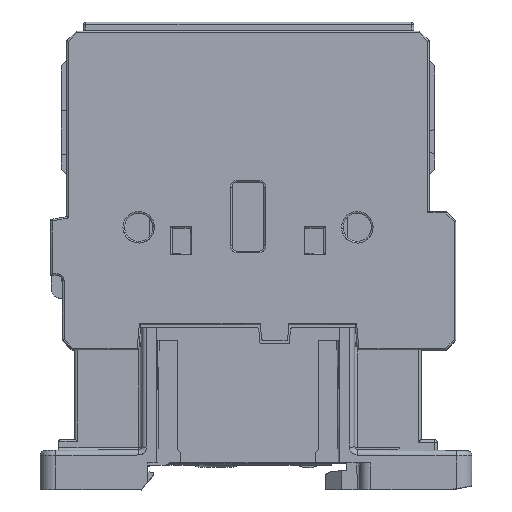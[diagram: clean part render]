
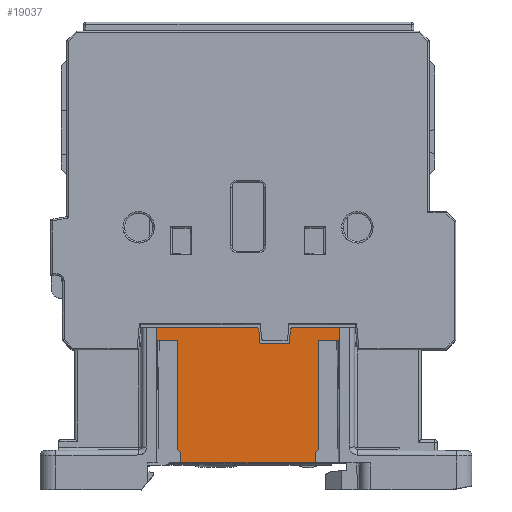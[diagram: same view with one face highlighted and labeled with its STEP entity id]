
A CAD part, top view. The second image highlights one B-rep face of the part: STEP entity #19037.
In plain terms, the highlighted planar face has unit normal (0, -0.009, 1).
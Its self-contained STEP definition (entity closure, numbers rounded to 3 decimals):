
#725=DIRECTION('',(1.,0.,0.));
#726=VECTOR('',#725,25.203);
#727=CARTESIAN_POINT('',(-33.28,0.682,22.28));
#728=LINE('',#727,#726);
#3773=CARTESIAN_POINT('',(-18.639,25.625,22.496));
#3774=CARTESIAN_POINT('',(-18.644,25.69,22.497));
#3775=CARTESIAN_POINT('',(-18.678,25.807,22.498));
#3776=CARTESIAN_POINT('',(-18.791,25.959,22.499));
#3777=CARTESIAN_POINT('',(-18.953,26.059,22.5));
#3778=CARTESIAN_POINT('',(-19.072,26.082,22.5));
#3779=CARTESIAN_POINT('',(-19.137,26.082,22.5));
#3797=DIRECTION('',(1.,0.,0.));
#3798=VECTOR('',#3797,18.732);
#3799=CARTESIAN_POINT('',(-37.869,26.082,22.5));
#3800=LINE('',#3799,#3798);
#3801=DIRECTION('',(0.087,-0.996,-0.009));
#3802=VECTOR('',#3801,2.553);
#3803=CARTESIAN_POINT('',(-18.639,25.625,22.496));
#3804=LINE('',#3803,#3802);
#3805=DIRECTION('',(0.087,0.996,0.009));
#3806=VECTOR('',#3805,2.553);
#3807=CARTESIAN_POINT('',(-12.941,23.082,22.474));
#3808=LINE('',#3807,#3806);
#3809=DIRECTION('',(1.,0.,0.));
#3810=VECTOR('',#3809,8.733);
#3811=CARTESIAN_POINT('',(-12.221,26.082,22.5));
#3812=LINE('',#3811,#3810);
#3813=DIRECTION('',(0.,-1.,-0.009));
#3814=VECTOR('',#3813,23.456);
#3815=CARTESIAN_POINT('',(-3.488,26.082,22.5));
#3816=LINE('',#3815,#3814);
#3817=DIRECTION('',(-0.01,1.,0.009));
#3818=VECTOR('',#3817,21.057);
#3819=CARTESIAN_POINT('',(-3.488,2.627,22.295));
#3820=LINE('',#3819,#3818);
#3821=DIRECTION('',(-0.707,-0.707,-0.007));
#3822=VECTOR('',#3821,0.855);
#3823=CARTESIAN_POINT('',(-7.468,3.192,22.3));
#3824=LINE('',#3823,#3822);
#3825=DIRECTION('',(-0.707,0.707,0.007));
#3826=VECTOR('',#3825,0.855);
#3827=CARTESIAN_POINT('',(-33.285,2.588,22.294));
#3828=LINE('',#3827,#3826);
#3829=DIRECTION('',(-0.01,-1.,-0.009));
#3830=VECTOR('',#3829,21.057);
#3831=CARTESIAN_POINT('',(-37.656,23.682,22.479));
#3832=LINE('',#3831,#3830);
#3841=DIRECTION('',(0.,-1.,-0.009));
#3842=VECTOR('',#3841,23.456);
#3843=CARTESIAN_POINT('',(-37.869,26.082,22.5));
#3844=LINE('',#3843,#3842);
#3891=DIRECTION('',(1.,0.,0.));
#3892=VECTOR('',#3891,3.677);
#3893=CARTESIAN_POINT('',(-37.656,23.682,22.479));
#3894=LINE('',#3893,#3892);
#3907=DIRECTION('',(0.004,-1.,-0.009));
#3908=VECTOR('',#3907,20.49);
#3909=CARTESIAN_POINT('',(-33.979,23.682,22.479));
#3910=LINE('',#3909,#3908);
#3919=CARTESIAN_POINT('',(-33.285,2.588,22.294));
#3920=CARTESIAN_POINT('',(-33.284,2.376,22.292));
#3921=CARTESIAN_POINT('',(-33.285,1.954,22.288));
#3922=CARTESIAN_POINT('',(-33.28,1.317,22.286));
#3923=CARTESIAN_POINT('',(-33.281,0.894,
22.282));
#3924=CARTESIAN_POINT('',(-33.28,0.682,
22.28));
#8782=DIRECTION('',(1.,0.,0.));
#8783=VECTOR('',#8782,3.677);
#8784=CARTESIAN_POINT('',(-7.379,23.682,22.479));
#8785=LINE('',#8784,#8783);
#8810=CARTESIAN_POINT('',(-8.077,0.682,
22.28));
#8811=CARTESIAN_POINT('',(-8.076,0.894,
22.282));
#8812=CARTESIAN_POINT('',(-8.077,1.317,22.286));
#8813=CARTESIAN_POINT('',(-8.072,1.953,22.288));
#8814=CARTESIAN_POINT('',(-8.073,2.375,22.292));
#8815=CARTESIAN_POINT('',(-8.073,2.588,22.294));
#8841=DIRECTION('',(0.004,1.,0.009));
#8842=VECTOR('',#8841,20.49);
#8843=CARTESIAN_POINT('',(-7.468,3.192,22.3));
#8844=LINE('',#8843,#8842);
#8865=CARTESIAN_POINT('',(-12.221,26.082,22.5));
#8866=CARTESIAN_POINT('',(-12.285,26.082,22.5));
#8867=CARTESIAN_POINT('',(-12.405,26.059,22.5));
#8868=CARTESIAN_POINT('',(-12.566,25.959,22.499));
#8869=CARTESIAN_POINT('',(-12.679,25.807,22.498));
#8870=CARTESIAN_POINT('',(-12.713,25.69,22.497));
#8871=CARTESIAN_POINT('',(-12.719,25.625,22.496));
#8885=DIRECTION('',(-1.,0.,0.));
#8886=VECTOR('',#8885,5.475);
#8887=CARTESIAN_POINT('',(-12.941,23.082,22.474));
#8888=LINE('',#8887,#8886);
#12476=CARTESIAN_POINT('',(-33.28,0.682,
22.28));
#12477=VERTEX_POINT('',#12476);
#12478=CARTESIAN_POINT('',(-8.077,0.682,
22.28));
#12479=VERTEX_POINT('',#12478);
#13328=CARTESIAN_POINT('',(-19.137,26.082,
22.5));
#13329=VERTEX_POINT('',#13328);
#13330=CARTESIAN_POINT('',(-37.869,26.082,
22.5));
#13331=VERTEX_POINT('',#13330);
#13334=VERTEX_POINT('',#3773);
#13335=CARTESIAN_POINT('',(-37.869,2.627,
22.295));
#13336=VERTEX_POINT('',#13335);
#13337=CARTESIAN_POINT('',(-18.416,23.082,
22.474));
#13338=VERTEX_POINT('',#13337);
#13339=CARTESIAN_POINT('',(-12.941,23.082,
22.474));
#13340=VERTEX_POINT('',#13339);
#13341=CARTESIAN_POINT('',(-12.719,25.625,
22.496));
#13342=VERTEX_POINT('',#13341);
#13343=VERTEX_POINT('',#8865);
#13344=CARTESIAN_POINT('',(-3.488,26.082,
22.5));
#13345=VERTEX_POINT('',#13344);
#13346=CARTESIAN_POINT('',(-3.488,2.627,
22.295));
#13347=VERTEX_POINT('',#13346);
#13348=CARTESIAN_POINT('',(-3.701,23.682,
22.479));
#13349=VERTEX_POINT('',#13348);
#13350=CARTESIAN_POINT('',(-7.379,23.682,
22.479));
#13351=VERTEX_POINT('',#13350);
#13352=CARTESIAN_POINT('',(-7.468,3.192,
22.3));
#13353=VERTEX_POINT('',#13352);
#13354=CARTESIAN_POINT('',(-8.073,2.588,
22.294));
#13355=VERTEX_POINT('',#13354);
#13356=VERTEX_POINT('',#3919);
#13357=CARTESIAN_POINT('',(-33.889,3.192,
22.3));
#13358=VERTEX_POINT('',#13357);
#13359=CARTESIAN_POINT('',(-33.979,23.682,
22.479));
#13360=VERTEX_POINT('',#13359);
#13361=CARTESIAN_POINT('',(-37.656,23.682,
22.479));
#13362=VERTEX_POINT('',#13361);
#18993=CARTESIAN_POINT('',(-20.679,13.382,
22.389));
#18994=DIRECTION('',(0.,-0.009,1.));
#18995=DIRECTION('',(0.,-1.,-0.009));
#18996=AXIS2_PLACEMENT_3D('',#18993,#18994,#18995);
#18997=PLANE('',#18996);
#18999=ORIENTED_EDGE('',*,*,#18998,.F.);
#19000=ORIENTED_EDGE('',*,*,#18970,.T.);
#19001=ORIENTED_EDGE('',*,*,#18984,.F.);
#19003=ORIENTED_EDGE('',*,*,#19002,.T.);
#19005=ORIENTED_EDGE('',*,*,#19004,.F.);
#19007=ORIENTED_EDGE('',*,*,#19006,.T.);
#19009=ORIENTED_EDGE('',*,*,#19008,.F.);
#19011=ORIENTED_EDGE('',*,*,#19010,.T.);
#19013=ORIENTED_EDGE('',*,*,#19012,.T.);
#19015=ORIENTED_EDGE('',*,*,#19014,.T.);
#19017=ORIENTED_EDGE('',*,*,#19016,.F.);
#19019=ORIENTED_EDGE('',*,*,#19018,.F.);
#19021=ORIENTED_EDGE('',*,*,#19020,.T.);
#19023=ORIENTED_EDGE('',*,*,#19022,.F.);
#19024=ORIENTED_EDGE('',*,*,#15263,.F.);
#19026=ORIENTED_EDGE('',*,*,#19025,.F.);
#19028=ORIENTED_EDGE('',*,*,#19027,.T.);
#19030=ORIENTED_EDGE('',*,*,#19029,.F.);
#19032=ORIENTED_EDGE('',*,*,#19031,.F.);
#19034=ORIENTED_EDGE('',*,*,#19033,.T.);
#19035=EDGE_LOOP('',(#18999,#19000,#19001,#19003,#19005,#19007,#19009,#19011,
#19013,#19015,#19017,#19019,#19021,#19023,#19024,#19026,#19028,#19030,#19032,
#19034));
#19036=FACE_OUTER_BOUND('',#19035,.F.);
#3780=B_SPLINE_CURVE_WITH_KNOTS('',3,(#3773,#3774,#3775,#3776,#3777,#3778,
#3779),.UNSPECIFIED.,.F.,.F.,(4,1,1,1,4),(0.,0.25,0.5,0.75,1.),
.UNSPECIFIED.);
#3925=B_SPLINE_CURVE_WITH_KNOTS('',3,(#3919,#3920,#3921,#3922,#3923,#3924),
.UNSPECIFIED.,.F.,.F.,(4,1,1,4),(0.,0.333,0.667,1.),
.UNSPECIFIED.);
#8816=B_SPLINE_CURVE_WITH_KNOTS('',3,(#8810,#8811,#8812,#8813,#8814,#8815),
.UNSPECIFIED.,.F.,.F.,(4,1,1,4),(0.,0.333,0.667,1.),
.UNSPECIFIED.);
#8872=B_SPLINE_CURVE_WITH_KNOTS('',3,(#8865,#8866,#8867,#8868,#8869,#8870,
#8871),.UNSPECIFIED.,.F.,.F.,(4,1,1,1,4),(0.,0.25,0.5,0.75,1.),
.UNSPECIFIED.);
#15263=EDGE_CURVE('',#12477,#12479,#728,.T.);
#18970=EDGE_CURVE('',#13331,#13329,#3800,.T.);
#18984=EDGE_CURVE('',#13334,#13329,#3780,.T.);
#18998=EDGE_CURVE('',#13331,#13336,#3844,.T.);
#19002=EDGE_CURVE('',#13334,#13338,#3804,.T.);
#19004=EDGE_CURVE('',#13340,#13338,#8888,.T.);
#19006=EDGE_CURVE('',#13340,#13342,#3808,.T.);
#19008=EDGE_CURVE('',#13343,#13342,#8872,.T.);
#19010=EDGE_CURVE('',#13343,#13345,#3812,.T.);
#19012=EDGE_CURVE('',#13345,#13347,#3816,.T.);
#19014=EDGE_CURVE('',#13347,#13349,#3820,.T.);
#19016=EDGE_CURVE('',#13351,#13349,#8785,.T.);
#19018=EDGE_CURVE('',#13353,#13351,#8844,.T.);
#19020=EDGE_CURVE('',#13353,#13355,#3824,.T.);
#19022=EDGE_CURVE('',#12479,#13355,#8816,.T.);
#19025=EDGE_CURVE('',#13356,#12477,#3925,.T.);
#19027=EDGE_CURVE('',#13356,#13358,#3828,.T.);
#19029=EDGE_CURVE('',#13360,#13358,#3910,.T.);
#19031=EDGE_CURVE('',#13362,#13360,#3894,.T.);
#19033=EDGE_CURVE('',#13362,#13336,#3832,.T.);
#19037=ADVANCED_FACE('',(#19036),#18997,.T.);
